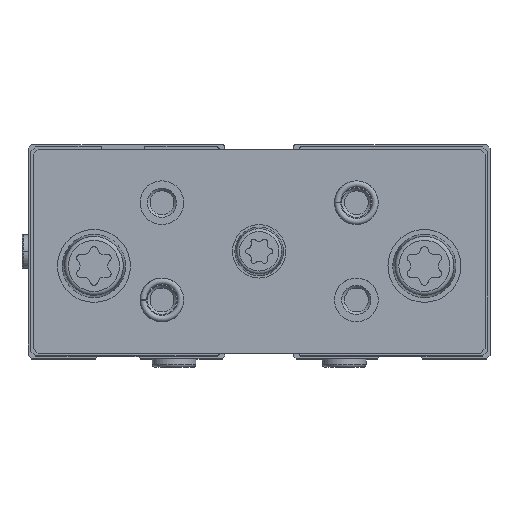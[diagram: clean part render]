
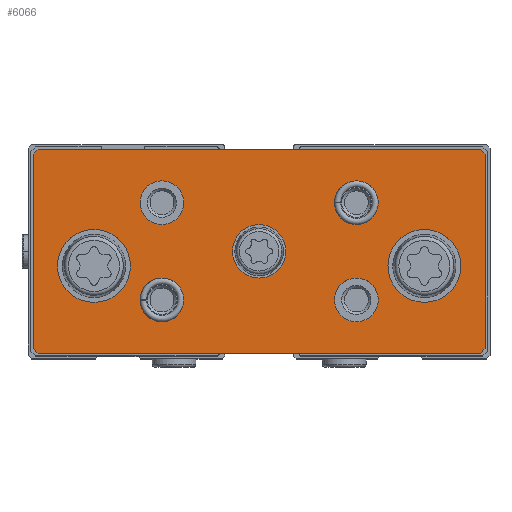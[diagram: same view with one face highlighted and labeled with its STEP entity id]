
A CAD part, top view. The second image highlights one B-rep face of the part: STEP entity #6066.
In plain terms, the highlighted face is planar.
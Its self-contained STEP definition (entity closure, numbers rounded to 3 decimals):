
#580=LINE('',#10228,#1012);
#584=LINE('',#10237,#1016);
#587=LINE('',#10247,#1019);
#590=LINE('',#10253,#1022);
#593=LINE('',#10259,#1025);
#596=LINE('',#10265,#1028);
#599=LINE('',#10275,#1031);
#602=LINE('',#10281,#1034);
#1012=VECTOR('',#8303,1000.);
#1016=VECTOR('',#8309,1000.);
#1019=VECTOR('',#8318,1000.);
#1022=VECTOR('',#8323,1000.);
#1025=VECTOR('',#8328,1000.);
#1028=VECTOR('',#8333,1000.);
#1031=VECTOR('',#8342,1000.);
#1034=VECTOR('',#8347,1000.);
#1237=PLANE('',#6751);
#1511=CIRCLE('',#6752,5.5);
#1512=CIRCLE('',#6753,7.5);
#1513=CIRCLE('',#6754,7.5);
#1514=CIRCLE('',#6755,4.5);
#1515=CIRCLE('',#6756,4.5);
#1516=CIRCLE('',#6757,4.5);
#1517=CIRCLE('',#6758,4.5);
#2823=ORIENTED_EDGE('',*,*,#3853,.F.);
#2824=ORIENTED_EDGE('',*,*,#3854,.F.);
#2825=ORIENTED_EDGE('',*,*,#3855,.F.);
#2826=ORIENTED_EDGE('',*,*,#3856,.F.);
#2827=ORIENTED_EDGE('',*,*,#3857,.F.);
#2828=ORIENTED_EDGE('',*,*,#3858,.F.);
#2829=ORIENTED_EDGE('',*,*,#3859,.F.);
#2830=ORIENTED_EDGE('',*,*,#3818,.T.);
#2831=ORIENTED_EDGE('',*,*,#3822,.T.);
#2832=ORIENTED_EDGE('',*,*,#3827,.T.);
#2833=ORIENTED_EDGE('',*,*,#3830,.T.);
#2834=ORIENTED_EDGE('',*,*,#3833,.T.);
#2835=ORIENTED_EDGE('',*,*,#3836,.T.);
#2836=ORIENTED_EDGE('',*,*,#3841,.T.);
#2837=ORIENTED_EDGE('',*,*,#3844,.T.);
#3818=EDGE_CURVE('',#4464,#4465,#580,.T.);
#3822=EDGE_CURVE('',#4465,#4468,#584,.T.);
#3827=EDGE_CURVE('',#4468,#4472,#587,.T.);
#3830=EDGE_CURVE('',#4472,#4474,#590,.T.);
#3833=EDGE_CURVE('',#4474,#4476,#593,.T.);
#3836=EDGE_CURVE('',#4476,#4478,#596,.T.);
#3841=EDGE_CURVE('',#4478,#4482,#599,.T.);
#3844=EDGE_CURVE('',#4482,#4464,#602,.T.);
#3853=EDGE_CURVE('',#4491,#4491,#1511,.T.);
#3854=EDGE_CURVE('',#4492,#4492,#1512,.T.);
#3855=EDGE_CURVE('',#4493,#4493,#1513,.T.);
#3856=EDGE_CURVE('',#4494,#4494,#1514,.T.);
#3857=EDGE_CURVE('',#4495,#4495,#1515,.T.);
#3858=EDGE_CURVE('',#4496,#4496,#1516,.T.);
#3859=EDGE_CURVE('',#4497,#4497,#1517,.T.);
#4464=VERTEX_POINT('',#10229);
#4465=VERTEX_POINT('',#10230);
#4468=VERTEX_POINT('',#10238);
#4472=VERTEX_POINT('',#10248);
#4474=VERTEX_POINT('',#10254);
#4476=VERTEX_POINT('',#10260);
#4478=VERTEX_POINT('',#10266);
#4482=VERTEX_POINT('',#10276);
#4491=VERTEX_POINT('',#10300);
#4492=VERTEX_POINT('',#10302);
#4493=VERTEX_POINT('',#10304);
#4494=VERTEX_POINT('',#10306);
#4495=VERTEX_POINT('',#10308);
#4496=VERTEX_POINT('',#10310);
#4497=VERTEX_POINT('',#10312);
#5014=EDGE_LOOP('',(#2823));
#5015=EDGE_LOOP('',(#2824));
#5016=EDGE_LOOP('',(#2825));
#5017=EDGE_LOOP('',(#2826));
#5018=EDGE_LOOP('',(#2827));
#5019=EDGE_LOOP('',(#2828));
#5020=EDGE_LOOP('',(#2829));
#5021=EDGE_LOOP('',(#2830,#2831,#2832,#2833,#2834,#2835,#2836,#2837));
#5570=FACE_BOUND('',#5014,.T.);
#5571=FACE_BOUND('',#5015,.T.);
#5572=FACE_BOUND('',#5016,.T.);
#5573=FACE_BOUND('',#5017,.T.);
#5574=FACE_BOUND('',#5018,.T.);
#5575=FACE_BOUND('',#5019,.T.);
#5576=FACE_BOUND('',#5020,.T.);
#5577=FACE_BOUND('',#5021,.T.);
#6066=ADVANCED_FACE('',(#5570,#5571,#5572,#5573,#5574,#5575,#5576,#5577),
#1237,.T.);
#6751=AXIS2_PLACEMENT_3D('',#10298,#8365,#8366);
#6752=AXIS2_PLACEMENT_3D('',#10299,#8367,#8368);
#6753=AXIS2_PLACEMENT_3D('',#10301,#8369,#8370);
#6754=AXIS2_PLACEMENT_3D('',#10303,#8371,#8372);
#6755=AXIS2_PLACEMENT_3D('',#10305,#8373,#8374);
#6756=AXIS2_PLACEMENT_3D('',#10307,#8375,#8376);
#6757=AXIS2_PLACEMENT_3D('',#10309,#8377,#8378);
#6758=AXIS2_PLACEMENT_3D('',#10311,#8379,#8380);
#8303=DIRECTION('',(0.,-1.,0.));
#8309=DIRECTION('',(0.,-0.707,-0.707));
#8318=DIRECTION('',(0.,0.,-1.));
#8323=DIRECTION('',(0.,0.707,-0.707));
#8328=DIRECTION('',(0.,1.,0.));
#8333=DIRECTION('',(0.,0.707,0.707));
#8342=DIRECTION('',(0.,0.,1.));
#8347=DIRECTION('',(0.,-0.707,0.707));
#8365=DIRECTION('',(1.,0.,0.));
#8366=DIRECTION('',(0.,0.,-1.));
#8367=DIRECTION('',(1.,0.,0.));
#8368=DIRECTION('',(0.,0.,-1.));
#8369=DIRECTION('',(1.,0.,0.));
#8370=DIRECTION('',(0.,0.,-1.));
#8371=DIRECTION('',(1.,0.,0.));
#8372=DIRECTION('',(0.,0.,-1.));
#8373=DIRECTION('',(1.,0.,0.));
#8374=DIRECTION('',(0.,0.,-1.));
#8375=DIRECTION('',(1.,0.,0.));
#8376=DIRECTION('',(0.,0.,-1.));
#8377=DIRECTION('',(1.,0.,0.));
#8378=DIRECTION('',(0.,0.,-1.));
#8379=DIRECTION('',(1.,0.,0.));
#8380=DIRECTION('',(0.,0.,-1.));
#10228=CARTESIAN_POINT('',(14.,20.,46.5));
#10229=CARTESIAN_POINT('',(14.,20.,46.5));
#10230=CARTESIAN_POINT('',(14.,-20.,46.5));
#10237=CARTESIAN_POINT('',(14.,-20.,46.5));
#10238=CARTESIAN_POINT('',(14.,-21.,45.5));
#10247=CARTESIAN_POINT('',(14.,-21.,45.5));
#10248=CARTESIAN_POINT('',(14.,-21.,-45.5));
#10253=CARTESIAN_POINT('',(14.,-21.,-45.5));
#10254=CARTESIAN_POINT('',(14.,-20.,-46.5));
#10259=CARTESIAN_POINT('',(14.,-20.,-46.5));
#10260=CARTESIAN_POINT('',(14.,20.,-46.5));
#10265=CARTESIAN_POINT('',(14.,20.,-46.5));
#10266=CARTESIAN_POINT('',(14.,21.,-45.5));
#10275=CARTESIAN_POINT('',(14.,21.,-45.5));
#10276=CARTESIAN_POINT('',(14.,21.,45.5));
#10281=CARTESIAN_POINT('',(14.,21.,45.5));
#10298=CARTESIAN_POINT('',(14.,0.,0.));
#10299=CARTESIAN_POINT('',(14.,0.,0.));
#10300=CARTESIAN_POINT('',(14.,0.,-5.5));
#10301=CARTESIAN_POINT('',(14.,-3.,-34.));
#10302=CARTESIAN_POINT('',(14.,-3.,-41.5));
#10303=CARTESIAN_POINT('',(14.,-3.,34.));
#10304=CARTESIAN_POINT('',(14.,-3.,26.5));
#10305=CARTESIAN_POINT('',(14.,10.,-20.));
#10306=CARTESIAN_POINT('',(14.,10.,-24.5));
#10307=CARTESIAN_POINT('',(14.,10.,20.));
#10308=CARTESIAN_POINT('',(14.,10.,15.5));
#10309=CARTESIAN_POINT('',(14.,-10.,-20.));
#10310=CARTESIAN_POINT('',(14.,-10.,-24.5));
#10311=CARTESIAN_POINT('',(14.,-10.,20.));
#10312=CARTESIAN_POINT('',(14.,-10.,15.5));
